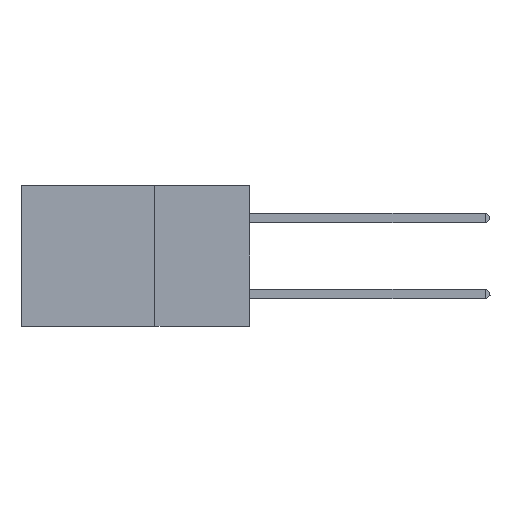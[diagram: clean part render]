
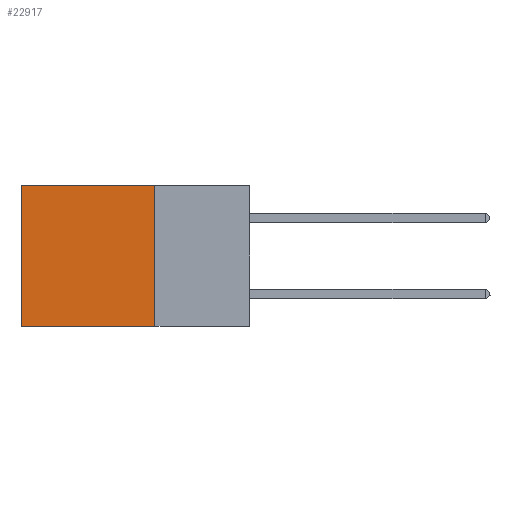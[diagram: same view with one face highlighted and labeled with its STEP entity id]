
A CAD part, left-side view. The second image highlights one B-rep face of the part: STEP entity #22917.
In plain terms, the highlighted planar face has unit normal (-1, 0, 0).
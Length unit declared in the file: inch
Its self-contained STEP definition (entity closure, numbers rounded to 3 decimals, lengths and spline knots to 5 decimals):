
#76 = CARTESIAN_POINT ( 'NONE',  ( 0.2875, 0.6, 0. ) ) ;
#1660 = EDGE_CURVE ( 'NONE', #21573, #9028, #13524, .T. ) ;
#3651 = VECTOR ( 'NONE', #19075, 39.37008 ) ;
#5020 = AXIS2_PLACEMENT_3D ( 'NONE', #14727, #21233, #27374 ) ;
#6172 = DIRECTION ( 'NONE',  ( 0., 0., -1. ) ) ;
#6770 = CARTESIAN_POINT ( 'NONE',  ( 0.2875, 0.25, -0.37 ) ) ;
#7901 = CARTESIAN_POINT ( 'NONE',  ( 0.2875, 0.25, -0.37 ) ) ;
#9028 = VERTEX_POINT ( 'NONE', #17609 ) ;
#12588 = CARTESIAN_POINT ( 'NONE',  ( 0.2875, 0.6, 0. ) ) ;
#12684 = ORIENTED_EDGE ( 'NONE', *, *, #25041, .T. ) ;
#13524 = LINE ( 'NONE', #6770, #3651 ) ;
#14092 = LINE ( 'NONE', #76, #32786 ) ;
#14474 = EDGE_CURVE ( 'NONE', #15800, #30958, #19153, .T. ) ;
#14601 = ORIENTED_EDGE ( 'NONE', *, *, #32908, .F. ) ;
#14699 = DIRECTION ( 'NONE',  ( 0., 1., 0. ) ) ;
#14727 = CARTESIAN_POINT ( 'NONE',  ( 0.2875, 0.25, 0. ) ) ;
#15800 = VERTEX_POINT ( 'NONE', #40697 ) ;
#15871 = FACE_OUTER_BOUND ( 'NONE', #17834, .T. ) ;
#17609 = CARTESIAN_POINT ( 'NONE',  ( 0.2875, 0.6, -0.37 ) ) ;
#17771 = PLANE ( 'NONE',  #5020 ) ;
#17834 = EDGE_LOOP ( 'NONE', ( #12684, #20866, #14601, #33326 ) ) ;
#19075 = DIRECTION ( 'NONE',  ( 0., 1., 0. ) ) ;
#19153 = LINE ( 'NONE', #39326, #36396 ) ;
#19633 = CARTESIAN_POINT ( 'NONE',  ( 0.2875, 0.25, 0. ) ) ;
#20866 = ORIENTED_EDGE ( 'NONE', *, *, #1660, .F. ) ;
#21233 = DIRECTION ( 'NONE',  ( 1., 0., 0. ) ) ;
#21573 = VERTEX_POINT ( 'NONE', #7901 ) ;
#22917 = ADVANCED_FACE ( 'NONE', ( #15871 ), #17771, .F. ) ;
#25041 = EDGE_CURVE ( 'NONE', #30958, #9028, #14092, .T. ) ;
#27374 = DIRECTION ( 'NONE',  ( 0., 0., -1. ) ) ;
#28535 = VECTOR ( 'NONE', #29238, 39.37008 ) ;
#29238 = DIRECTION ( 'NONE',  ( 0., 0., -1. ) ) ;
#30958 = VERTEX_POINT ( 'NONE', #12588 ) ;
#31480 = LINE ( 'NONE', #19633, #28535 ) ;
#32786 = VECTOR ( 'NONE', #6172, 39.37008 ) ;
#32908 = EDGE_CURVE ( 'NONE', #15800, #21573, #31480, .T. ) ;
#33326 = ORIENTED_EDGE ( 'NONE', *, *, #14474, .T. ) ;
#36396 = VECTOR ( 'NONE', #14699, 39.37008 ) ;
#39326 = CARTESIAN_POINT ( 'NONE',  ( 0.2875, 0.25, 0. ) ) ;
#40697 = CARTESIAN_POINT ( 'NONE',  ( 0.2875, 0.25, 0. ) ) ;
